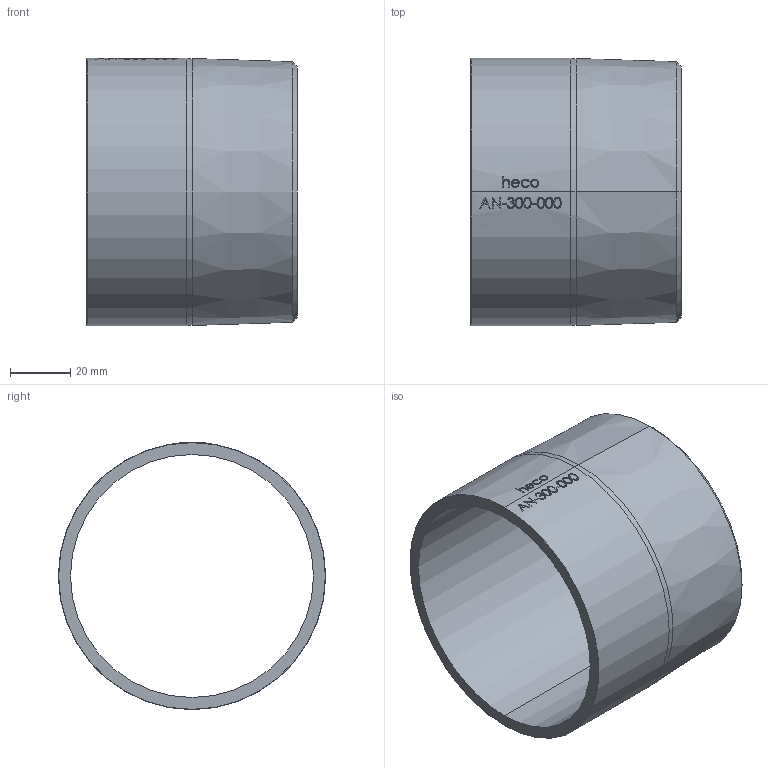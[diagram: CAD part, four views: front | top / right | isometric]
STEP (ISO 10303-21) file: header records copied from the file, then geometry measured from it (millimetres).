
FILE_DESCRIPTION (( 'STEP AP214' ), '1' );
FILE_NAME ('AN-300-000-x Anschweißnippel heco.STEP', '2018-05-22T08:32:10', ( '' ), ( '' ), 'SwSTEP 2.0', 'SolidWorks 2016', '' );
FILE_SCHEMA (( 'AUTOMOTIVE_DESIGN' ));
Length unit declared in the file: millimetre
Products named in the file (1): AN-300-000-x Anschweißnippel heco
Bounding box: 70 x 88.9 x 88.9 mm (x, y, z)
Volume: 69379.9 mm3; surface area: 38790 mm2
Topology: 1 solids, 1 shells, 176 faces, 447 edges, 296 vertices
Faces by surface type: bspline 105, plane 37, cylinder 26, cone 8
Entity records: 24000 total; most frequent: CARTESIAN_POINT 18910, ORIENTED_EDGE 894, EDGE_CURVE 447, B_SPLINE_CURVE_WITH_KNOTS 329, DIRECTION 308, VERTEX_POINT 296, EDGE_LOOP 201, FACE_OUTER_BOUND 176
